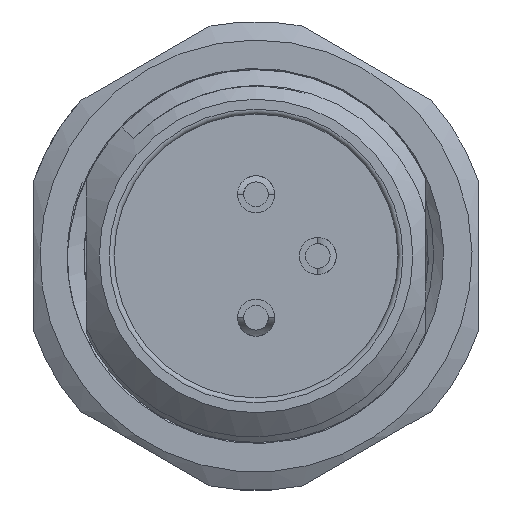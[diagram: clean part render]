
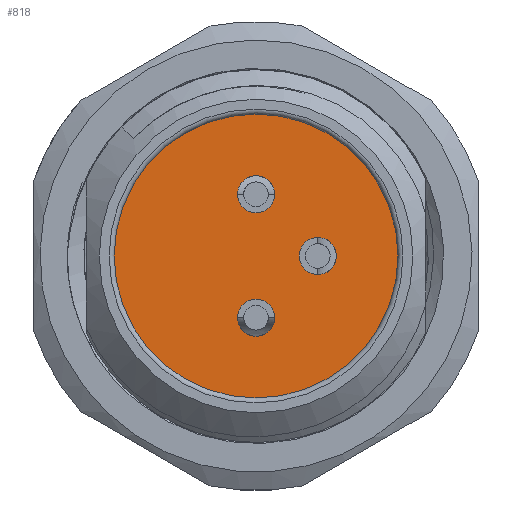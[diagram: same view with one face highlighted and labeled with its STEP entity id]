
A CAD part, front view. The second image highlights one B-rep face of the part: STEP entity #818.
In plain terms, the highlighted planar face has unit normal (0, -1, 0).
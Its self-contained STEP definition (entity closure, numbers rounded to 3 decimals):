
#590=PLANE('',#2940);
#818=ADVANCED_FACE('',(#1020,#1021,#1022,#1023),#590,.T.);
#1020=FACE_BOUND('',#1180,.T.);
#1021=FACE_BOUND('',#1181,.T.);
#1022=FACE_BOUND('',#1182,.T.);
#1023=FACE_BOUND('',#1183,.T.);
#1180=EDGE_LOOP('',(#1644));
#1181=EDGE_LOOP('',(#1645));
#1182=EDGE_LOOP('',(#1646));
#1183=EDGE_LOOP('',(#1647));
#1644=ORIENTED_EDGE('',*,*,#2470,.F.);
#1645=ORIENTED_EDGE('',*,*,#2469,.F.);
#1646=ORIENTED_EDGE('',*,*,#2468,.F.);
#1647=ORIENTED_EDGE('',*,*,#2471,.T.);
#2159=VERTEX_POINT('',#5805);
#2160=VERTEX_POINT('',#5808);
#2161=VERTEX_POINT('',#5811);
#2162=VERTEX_POINT('',#5814);
#2468=EDGE_CURVE('',#2159,#2159,#2737,.T.);
#2469=EDGE_CURVE('',#2160,#2160,#2738,.T.);
#2470=EDGE_CURVE('',#2161,#2161,#2739,.T.);
#2471=EDGE_CURVE('',#2162,#2162,#2740,.T.);
#2737=CIRCLE('',#2933,0.75);
#2738=CIRCLE('',#2935,0.75);
#2739=CIRCLE('',#2937,0.75);
#2740=CIRCLE('',#2939,5.75);
#2933=AXIS2_PLACEMENT_3D('',#5804,#3418,#3419);
#2935=AXIS2_PLACEMENT_3D('',#5807,#3422,#3423);
#2937=AXIS2_PLACEMENT_3D('',#5810,#3426,#3427);
#2939=AXIS2_PLACEMENT_3D('',#5813,#3430,#3431);
#2940=AXIS2_PLACEMENT_3D('',#5815,#3432,#3433);
#3418=DIRECTION('',(0.,-1.,0.));
#3419=DIRECTION('',(1.,0.,0.));
#3422=DIRECTION('',(0.,-1.,0.));
#3423=DIRECTION('',(1.,0.,0.));
#3426=DIRECTION('',(0.,-1.,0.));
#3427=DIRECTION('',(1.,0.,0.));
#3430=DIRECTION('',(0.,-1.,0.));
#3431=DIRECTION('',(-1.,0.,0.));
#3432=DIRECTION('',(0.,-1.,0.));
#3433=DIRECTION('',(1.,0.,0.));
#5804=CARTESIAN_POINT('',(23.659,-16.159,-3.814));
#5805=CARTESIAN_POINT('',(24.409,-16.159,-3.814));
#5807=CARTESIAN_POINT('',(26.159,-16.159,-6.314));
#5808=CARTESIAN_POINT('',(26.909,-16.159,-6.314));
#5810=CARTESIAN_POINT('',(23.659,-16.159,-8.814));
#5811=CARTESIAN_POINT('',(24.409,-16.159,-8.814));
#5813=CARTESIAN_POINT('',(23.659,-16.159,-6.314));
#5814=CARTESIAN_POINT('',(17.909,-16.159,-6.314));
#5815=CARTESIAN_POINT('',(23.659,-16.159,-6.314));
